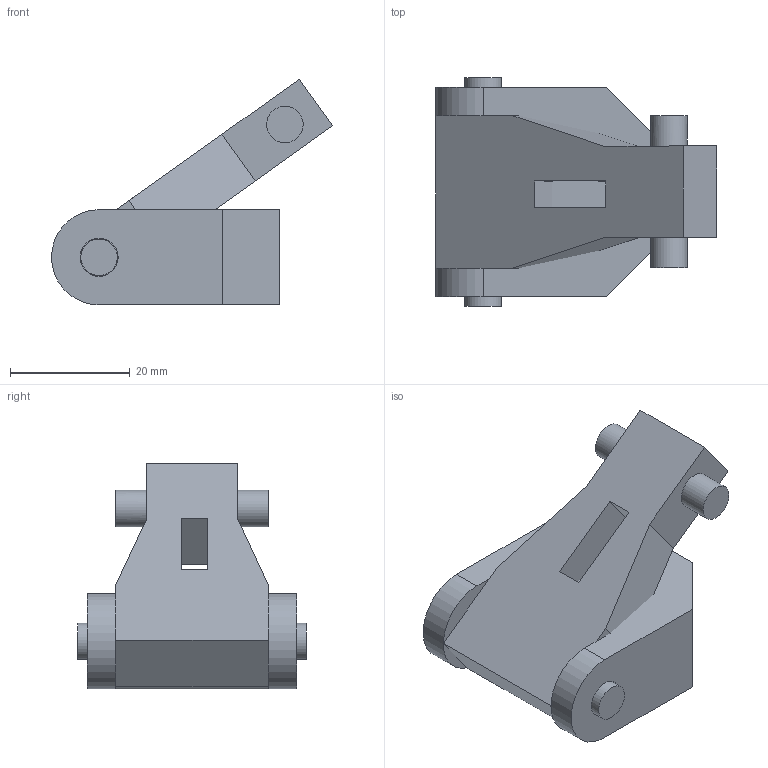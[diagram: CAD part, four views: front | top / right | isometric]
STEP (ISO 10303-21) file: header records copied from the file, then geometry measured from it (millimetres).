
FILE_DESCRIPTION((''),'2;1');
FILE_NAME('Substitute.stp','2009-04-24T00:42:57',('Jesse'),(''),'Autodesk Inventor 2010','Autodesk Inventor 2010','');
FILE_SCHEMA(('AUTOMOTIVE_DESIGN { 1 0 10303 214 1 1 1 1 }'));
Length unit declared in the file: inch
Products named in the file (4): Substitute; Pivot_Base; analyze-4b; Simple_Arm
Assembly tree (3 placements, depth 3):
  Substitute
    Pivot_Base
    analyze-4b
      Simple_Arm
Bounding box: 46.88 x 38.1 x 37.65 mm (x, y, z)
Volume: 21016.3 mm3; surface area: 9086.8 mm2
Topology: 2 solids, 2 shells, 39 faces, 95 edges, 64 vertices
Faces by surface type: plane 27, cylinder 9, bspline 3
Full cylindrical faces by diameter (mm): 6.096 x4
Entity records: 1304 total; most frequent: CARTESIAN_POINT 278, DIRECTION 194, ORIENTED_EDGE 172, EDGE_CURVE 86, AXIS2_PLACEMENT_3D 66, VERTEX_POINT 62, VECTOR 62, LINE 62
